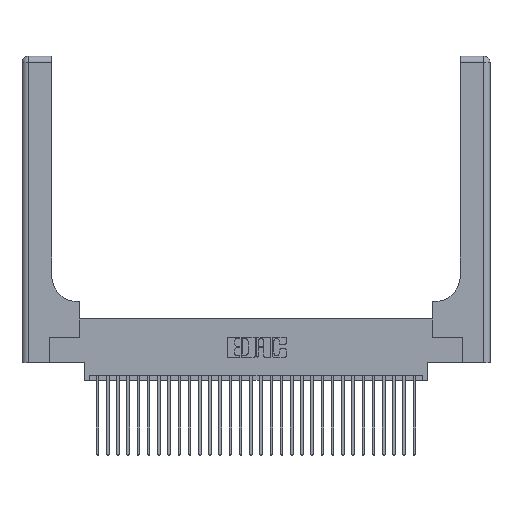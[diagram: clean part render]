
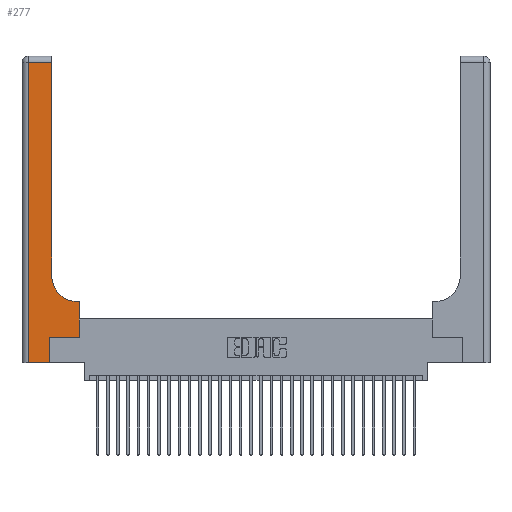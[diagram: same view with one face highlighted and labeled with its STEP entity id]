
A CAD part, top view. The second image highlights one B-rep face of the part: STEP entity #277.
In plain terms, the highlighted planar face has unit normal (0, 0, 1).
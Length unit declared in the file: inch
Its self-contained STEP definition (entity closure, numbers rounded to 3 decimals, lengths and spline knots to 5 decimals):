
#277 = ADVANCED_FACE ( 'NONE', ( #23535 ), #12714, .F. ) ;
#1061 = LINE ( 'NONE', #24235, #20180 ) ;
#1423 = VERTEX_POINT ( 'NONE', #23712 ) ;
#1504 = EDGE_LOOP ( 'NONE', ( #29688, #24101, #24859, #22968, #2819, #13093, #26126, #27598, #7593 ) ) ;
#1599 = VERTEX_POINT ( 'NONE', #29123 ) ;
#2304 = CARTESIAN_POINT ( 'NONE',  ( 0.2915, 3., 0.37 ) ) ;
#2819 = ORIENTED_EDGE ( 'NONE', *, *, #27095, .T. ) ;
#3545 = VERTEX_POINT ( 'NONE', #22207 ) ;
#4767 = CARTESIAN_POINT ( 'NONE',  ( 0.5415, 0.85, 0.37 ) ) ;
#5688 = VECTOR ( 'NONE', #11900, 39.37008 ) ;
#5844 = CARTESIAN_POINT ( 'NONE',  ( 0., 2.94, 0.37 ) ) ;
#6844 = CARTESIAN_POINT ( 'NONE',  ( 0.269, 0., 0.37 ) ) ;
#7225 = EDGE_CURVE ( 'NONE', #27648, #1423, #1061, .T. ) ;
#7269 = DIRECTION ( 'NONE',  ( 1., 0., 0. ) ) ;
#7593 = ORIENTED_EDGE ( 'NONE', *, *, #10986, .T. ) ;
#8177 = CARTESIAN_POINT ( 'NONE',  ( 0.5585, 0.6, 0.37 ) ) ;
#8634 = VECTOR ( 'NONE', #13707, 39.37008 ) ;
#10024 = EDGE_CURVE ( 'NONE', #22203, #12861, #27458, .T. ) ;
#10211 = VERTEX_POINT ( 'NONE', #26520 ) ;
#10986 = EDGE_CURVE ( 'NONE', #10211, #1599, #15250, .T. ) ;
#11836 = CARTESIAN_POINT ( 'NONE',  ( 0.06, 0., 0.37 ) ) ;
#11900 = DIRECTION ( 'NONE',  ( 0., 1., 0. ) ) ;
#12016 = LINE ( 'NONE', #22987, #25841 ) ;
#12279 = DIRECTION ( 'NONE',  ( -1., 0., 0. ) ) ;
#12364 = DIRECTION ( 'NONE',  ( 0., 0., -1. ) ) ;
#12432 = LINE ( 'NONE', #2304, #31039 ) ;
#12681 = CARTESIAN_POINT ( 'NONE',  ( 0., 3., 0.37 ) ) ;
#12714 = PLANE ( 'NONE',  #15776 ) ;
#12861 = VERTEX_POINT ( 'NONE', #20680 ) ;
#13093 = ORIENTED_EDGE ( 'NONE', *, *, #7225, .T. ) ;
#13707 = DIRECTION ( 'NONE',  ( 1., 0., 0. ) ) ;
#13985 = LINE ( 'NONE', #22511, #26201 ) ;
#14449 = CARTESIAN_POINT ( 'NONE',  ( 0.06, 2.94, 0.37 ) ) ;
#14520 = DIRECTION ( 'NONE',  ( 1., 0., 0. ) ) ;
#14718 = VERTEX_POINT ( 'NONE', #8177 ) ;
#14998 = DIRECTION ( 'NONE',  ( 0., 1., 0. ) ) ;
#15250 = CIRCLE ( 'NONE', #30680, 0.25 ) ;
#15776 = AXIS2_PLACEMENT_3D ( 'NONE', #12681, #12364, #12279 ) ;
#16167 = EDGE_CURVE ( 'NONE', #1423, #14718, #19642, .T. ) ;
#16635 = VECTOR ( 'NONE', #18432, 39.37008 ) ;
#18204 = DIRECTION ( 'NONE',  ( -1., 0., 0. ) ) ;
#18432 = DIRECTION ( 'NONE',  ( -1., 0., 0. ) ) ;
#19224 = EDGE_CURVE ( 'NONE', #1599, #3545, #12432, .T. ) ;
#19466 = EDGE_CURVE ( 'NONE', #14718, #10211, #12016, .T. ) ;
#19642 = LINE ( 'NONE', #27660, #20381 ) ;
#20086 = DIRECTION ( 'NONE',  ( 0., -1., 0. ) ) ;
#20180 = VECTOR ( 'NONE', #14520, 39.37008 ) ;
#20313 = EDGE_CURVE ( 'NONE', #27098, #22203, #13985, .T. ) ;
#20381 = VECTOR ( 'NONE', #30065, 39.37008 ) ;
#20680 = CARTESIAN_POINT ( 'NONE',  ( 0.269, 0., 0.37 ) ) ;
#21041 = CARTESIAN_POINT ( 'NONE',  ( 0., 0., 0.37 ) ) ;
#21485 = CARTESIAN_POINT ( 'NONE',  ( 0.269, 0.25, 0.37 ) ) ;
#22151 = DIRECTION ( 'NONE',  ( 0., 0., -1. ) ) ;
#22203 = VERTEX_POINT ( 'NONE', #11836 ) ;
#22207 = CARTESIAN_POINT ( 'NONE',  ( 0.2915, 2.94, 0.37 ) ) ;
#22511 = CARTESIAN_POINT ( 'NONE',  ( 0.06, 3., 0.37 ) ) ;
#22968 = ORIENTED_EDGE ( 'NONE', *, *, #10024, .T. ) ;
#22987 = CARTESIAN_POINT ( 'NONE',  ( 0.2915, 0.6, 0.37 ) ) ;
#23131 = LINE ( 'NONE', #5844, #16635 ) ;
#23535 = FACE_OUTER_BOUND ( 'NONE', #1504, .T. ) ;
#23712 = CARTESIAN_POINT ( 'NONE',  ( 0.5585, 0.25, 0.37 ) ) ;
#24101 = ORIENTED_EDGE ( 'NONE', *, *, #30880, .T. ) ;
#24235 = CARTESIAN_POINT ( 'NONE',  ( 0.269, 0.25, 0.37 ) ) ;
#24859 = ORIENTED_EDGE ( 'NONE', *, *, #20313, .T. ) ;
#25450 = LINE ( 'NONE', #6844, #5688 ) ;
#25841 = VECTOR ( 'NONE', #18204, 39.37008 ) ;
#26126 = ORIENTED_EDGE ( 'NONE', *, *, #16167, .T. ) ;
#26201 = VECTOR ( 'NONE', #20086, 39.37008 ) ;
#26520 = CARTESIAN_POINT ( 'NONE',  ( 0.5415, 0.6, 0.37 ) ) ;
#27095 = EDGE_CURVE ( 'NONE', #12861, #27648, #25450, .T. ) ;
#27098 = VERTEX_POINT ( 'NONE', #14449 ) ;
#27458 = LINE ( 'NONE', #21041, #8634 ) ;
#27598 = ORIENTED_EDGE ( 'NONE', *, *, #19466, .T. ) ;
#27648 = VERTEX_POINT ( 'NONE', #21485 ) ;
#27660 = CARTESIAN_POINT ( 'NONE',  ( 0.5585, 0.25, 0.37 ) ) ;
#29123 = CARTESIAN_POINT ( 'NONE',  ( 0.2915, 0.85, 0.37 ) ) ;
#29688 = ORIENTED_EDGE ( 'NONE', *, *, #19224, .T. ) ;
#30065 = DIRECTION ( 'NONE',  ( 0., 1., 0. ) ) ;
#30680 = AXIS2_PLACEMENT_3D ( 'NONE', #4767, #22151, #7269 ) ;
#30880 = EDGE_CURVE ( 'NONE', #3545, #27098, #23131, .T. ) ;
#31039 = VECTOR ( 'NONE', #14998, 39.37008 ) ;
